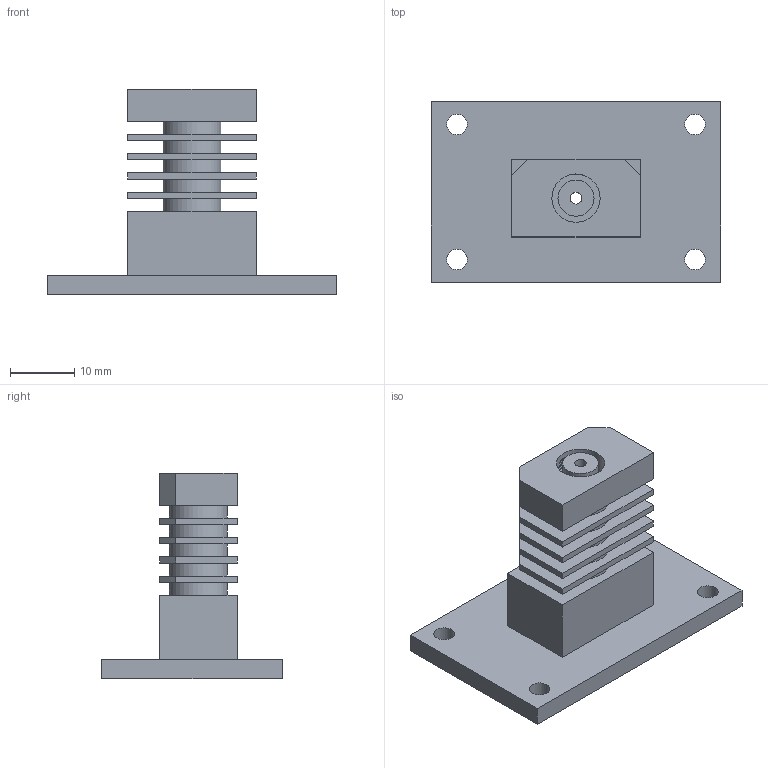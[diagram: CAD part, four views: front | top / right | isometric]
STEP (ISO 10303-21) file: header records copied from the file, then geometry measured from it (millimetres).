
FILE_DESCRIPTION(/* description */ (''),/* implementation_level */ '2;1');
FILE_NAME(/* name */ 'DissipateurMS_WithHolder.step',/* time_stamp */ '2020-02-17T12:37:37+01:00',/* author */ (''),/* organization */ (''),/* preprocessor_version */ 'ST-DEVELOPER v18',/* originating_system */ 'Autodesk Translation Framework v8.12.0.6',/* authorisation */ '');
FILE_SCHEMA (('AUTOMOTIVE_DESIGN { 1 0 10303 214 3 1 1 }'));
Length unit declared in the file: millimetre
Products named in the file (1): DissipateurMSV2
Bounding box: 45 x 28 x 32 mm (x, y, z)
Volume: 8516.8 mm3; surface area: 6673.4 mm2
Topology: 1 solids, 1 shells, 88 faces, 212 edges, 140 vertices
Faces by surface type: plane 56, cylinder 27, bspline 4, cone 1
Full cylindrical faces by diameter (mm): 1.85 x1, 2.529 x5, 3.086 x5, 3.2 x4, 4.2 x1, 5.6 x1, 7.5 x1, 9 x5
Entity records: 3405 total; most frequent: CARTESIAN_POINT 1347, ORIENTED_EDGE 424, DIRECTION 372, EDGE_CURVE 212, LINE 142, VECTOR 142, VERTEX_POINT 140, AXIS2_PLACEMENT_3D 115
